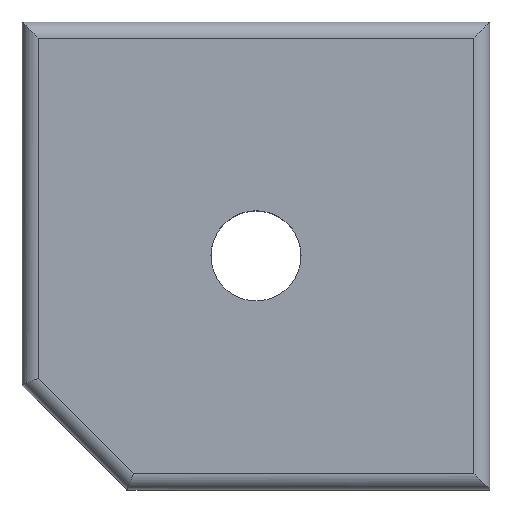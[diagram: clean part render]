
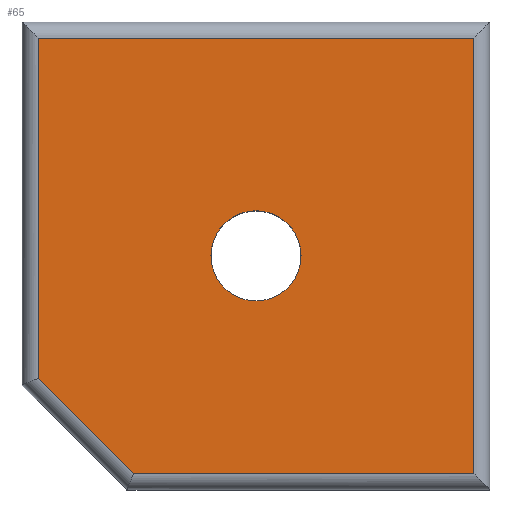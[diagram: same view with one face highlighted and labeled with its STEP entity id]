
A CAD part, top view. The second image highlights one B-rep face of the part: STEP entity #65.
In plain terms, the highlighted planar face has unit normal (0, 0, 1).
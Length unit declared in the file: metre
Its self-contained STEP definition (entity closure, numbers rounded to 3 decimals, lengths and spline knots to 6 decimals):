
#65 = ADVANCED_FACE( '', ( #138, #139 ), #140, .T. );
#138 = FACE_OUTER_BOUND( '', #219, .T. );
#139 = FACE_BOUND( '', #220, .T. );
#140 = PLANE( '', #221 );
#219 = EDGE_LOOP( '', ( #326, #327, #328, #329, #330 ) );
#220 = EDGE_LOOP( '', ( #331 ) );
#221 = AXIS2_PLACEMENT_3D( '', #332, #333, #334 );
#326 = ORIENTED_EDGE( '', *, *, #426, .T. );
#327 = ORIENTED_EDGE( '', *, *, #422, .T. );
#328 = ORIENTED_EDGE( '', *, *, #447, .T. );
#329 = ORIENTED_EDGE( '', *, *, #444, .T. );
#330 = ORIENTED_EDGE( '', *, *, #448, .T. );
#331 = ORIENTED_EDGE( '', *, *, #433, .F. );
#332 = CARTESIAN_POINT( '', ( 0., 0., 0.01123 ) );
#333 = DIRECTION( '', ( 0., 0., 1. ) );
#334 = DIRECTION( '', ( 1., 0., 0. ) );
#422 = EDGE_CURVE( '', #478, #483, #485, .T. );
#426 = EDGE_CURVE( '', #487, #478, #491, .T. );
#433 = EDGE_CURVE( '', #502, #502, #503, .T. );
#444 = EDGE_CURVE( '', #520, #518, #521, .T. );
#447 = EDGE_CURVE( '', #483, #520, #524, .F. );
#448 = EDGE_CURVE( '', #518, #487, #525, .F. );
#478 = VERTEX_POINT( '', #559 );
#483 = VERTEX_POINT( '', #565 );
#485 = LINE( '', #567, #568 );
#487 = VERTEX_POINT( '', #570 );
#491 = LINE( '', #575, #576 );
#502 = VERTEX_POINT( '', #591 );
#503 = CIRCLE( '', #592, 0.002795 );
#518 = VERTEX_POINT( '', #607 );
#520 = VERTEX_POINT( '', #609 );
#521 = LINE( '', #610, #611 );
#524 = LINE( '', #614, #615 );
#525 = LINE( '', #616, #617 );
#559 = CARTESIAN_POINT( '', ( 0.0135, 0.0135, 0.01123 ) );
#565 = CARTESIAN_POINT( '', ( -0.0135, 0.0135, 0.01123 ) );
#567 = CARTESIAN_POINT( '', ( -0.0145, 0.0135, 0.01123 ) );
#568 = VECTOR( '', #667, 1. );
#570 = CARTESIAN_POINT( '', ( 0.0135, -0.0135, 0.01123 ) );
#575 = CARTESIAN_POINT( '', ( 0.0135, 0.0145, 0.01123 ) );
#576 = VECTOR( '', #672, 1. );
#591 = CARTESIAN_POINT( '', ( 0.002795, 0., 0.01123 ) );
#592 = AXIS2_PLACEMENT_3D( '', #677, #678, #679 );
#607 = CARTESIAN_POINT( '', ( -0.007586, -0.0135, 0.01123 ) );
#609 = CARTESIAN_POINT( '', ( -0.0135, -0.007586, 0.01123 ) );
#610 = CARTESIAN_POINT( '', ( -0.007293, -0.013793, 0.01123 ) );
#611 = VECTOR( '', #698, 1. );
#614 = CARTESIAN_POINT( '', ( -0.0135, 0., 0.01123 ) );
#615 = VECTOR( '', #702, 1. );
#616 = CARTESIAN_POINT( '', ( 0., -0.0135, 0.01123 ) );
#617 = VECTOR( '', #703, 1. );
#667 = DIRECTION( '', ( -1., 0., 0. ) );
#672 = DIRECTION( '', ( 0., 1., 0. ) );
#677 = CARTESIAN_POINT( '', ( 0., 0., 0.01123 ) );
#678 = DIRECTION( '', ( 0., 0., 1. ) );
#679 = DIRECTION( '', ( 1., 0., 0. ) );
#698 = DIRECTION( '', ( 0.707, -0.707, 0. ) );
#702 = DIRECTION( '', ( 0., 1., 0. ) );
#703 = DIRECTION( '', ( -1., 0., 0. ) );
